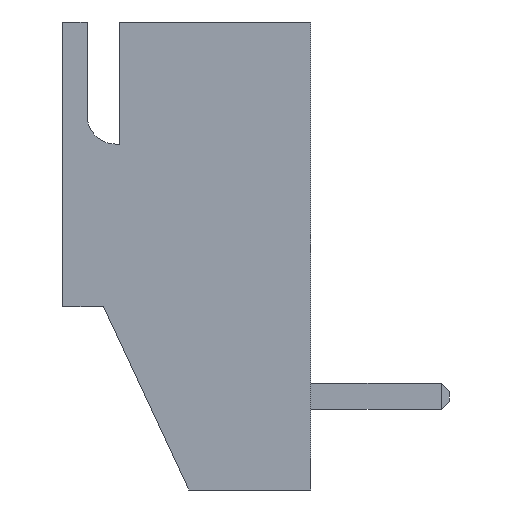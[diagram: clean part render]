
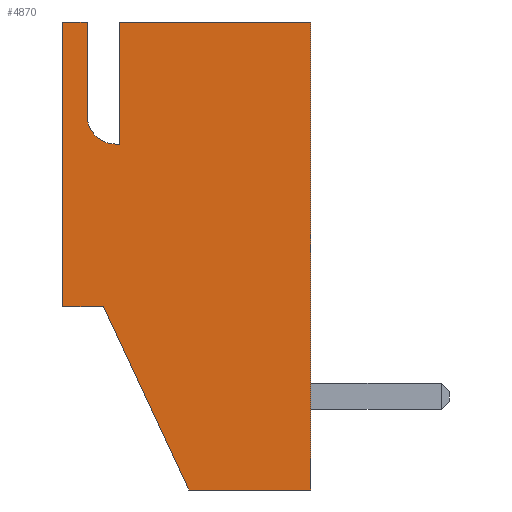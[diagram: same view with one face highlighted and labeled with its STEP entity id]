
A CAD part, left-side view. The second image highlights one B-rep face of the part: STEP entity #4870.
In plain terms, the highlighted planar face has unit normal (-1, 0, 0).
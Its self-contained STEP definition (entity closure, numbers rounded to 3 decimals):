
#62=CIRCLE('',#5171,0.7);
#156=FACE_OUTER_BOUND('',#436,.T.);
#436=EDGE_LOOP('',(#3377,#3378,#3379,#3380,#3381,#3382,#3383,#3384,#3385,
#3386,#3387));
#764=LINE('',#6914,#1422);
#768=LINE('',#6922,#1426);
#770=LINE('',#6927,#1428);
#778=LINE('',#6944,#1436);
#795=LINE('',#6981,#1453);
#828=LINE('',#7052,#1486);
#832=LINE('',#7062,#1490);
#833=LINE('',#7064,#1491);
#834=LINE('',#7066,#1492);
#835=LINE('',#7067,#1493);
#1422=VECTOR('',#5549,10.);
#1426=VECTOR('',#5557,10.);
#1428=VECTOR('',#5561,10.);
#1436=VECTOR('',#5573,10.);
#1453=VECTOR('',#5612,10.);
#1486=VECTOR('',#5667,10.);
#1490=VECTOR('',#5679,10.);
#1491=VECTOR('',#5682,10.);
#1492=VECTOR('',#5683,10.);
#1493=VECTOR('',#5684,10.);
#2079=VERTEX_POINT('',#6911);
#2080=VERTEX_POINT('',#6913);
#2082=VERTEX_POINT('',#6921);
#2083=VERTEX_POINT('',#6925);
#2084=VERTEX_POINT('',#6926);
#2091=VERTEX_POINT('',#6943);
#2100=VERTEX_POINT('',#6980);
#2126=VERTEX_POINT('',#7049);
#2127=VERTEX_POINT('',#7051);
#2129=VERTEX_POINT('',#7057);
#2130=VERTEX_POINT('',#7065);
#2532=EDGE_CURVE('',#2080,#2079,#764,.T.);
#2536=EDGE_CURVE('',#2082,#2080,#768,.T.);
#2538=EDGE_CURVE('',#2083,#2084,#770,.T.);
#2546=EDGE_CURVE('',#2084,#2091,#778,.T.);
#2565=EDGE_CURVE('',#2100,#2082,#795,.T.);
#2600=EDGE_CURVE('',#2127,#2126,#828,.T.);
#2603=EDGE_CURVE('',#2129,#2100,#62,.T.);
#2606=EDGE_CURVE('',#2126,#2129,#832,.T.);
#2607=EDGE_CURVE('',#2079,#2083,#833,.T.);
#2608=EDGE_CURVE('',#2091,#2130,#834,.T.);
#2609=EDGE_CURVE('',#2130,#2127,#835,.T.);
#3377=ORIENTED_EDGE('',*,*,#2600,.T.);
#3378=ORIENTED_EDGE('',*,*,#2606,.T.);
#3379=ORIENTED_EDGE('',*,*,#2603,.T.);
#3380=ORIENTED_EDGE('',*,*,#2565,.T.);
#3381=ORIENTED_EDGE('',*,*,#2536,.T.);
#3382=ORIENTED_EDGE('',*,*,#2532,.T.);
#3383=ORIENTED_EDGE('',*,*,#2607,.T.);
#3384=ORIENTED_EDGE('',*,*,#2538,.T.);
#3385=ORIENTED_EDGE('',*,*,#2546,.T.);
#3386=ORIENTED_EDGE('',*,*,#2608,.T.);
#3387=ORIENTED_EDGE('',*,*,#2609,.T.);
#4608=PLANE('',#5173);
#4870=ADVANCED_FACE('',(#156),#4608,.T.);
#5171=AXIS2_PLACEMENT_3D('',#7058,#5673,#5674);
#5173=AXIS2_PLACEMENT_3D('',#7063,#5680,#5681);
#5549=DIRECTION('',(0.,0.,-1.));
#5557=DIRECTION('',(0.,1.,0.));
#5561=DIRECTION('',(0.,-0.423,-0.906));
#5573=DIRECTION('',(0.,-1.,0.));
#5612=DIRECTION('',(0.,0.,1.));
#5667=DIRECTION('',(0.,0.,-1.));
#5673=DIRECTION('center_axis',(1.,0.,0.));
#5674=DIRECTION('ref_axis',(0.,0.,-1.));
#5679=DIRECTION('',(0.,1.,0.));
#5680=DIRECTION('center_axis',(-1.,0.,0.));
#5681=DIRECTION('ref_axis',(0.,0.,1.));
#5682=DIRECTION('',(0.,-1.,0.));
#5683=DIRECTION('',(0.,0.,1.));
#5684=DIRECTION('',(0.,1.,0.));
#6911=CARTESIAN_POINT('',(-12.45,6.1,-7.));
#6913=CARTESIAN_POINT('',(-12.45,6.1,0.));
#6914=CARTESIAN_POINT('',(-12.45,6.1,0.));
#6921=CARTESIAN_POINT('',(-12.45,5.5,0.));
#6922=CARTESIAN_POINT('',(-12.45,0.,0.));
#6925=CARTESIAN_POINT('',(-12.45,5.1,-7.));
#6926=CARTESIAN_POINT('',(-12.45,3.,-11.5));
#6927=CARTESIAN_POINT('',(-12.45,5.1,-7.));
#6943=CARTESIAN_POINT('',(-12.45,0.,-11.5));
#6944=CARTESIAN_POINT('',(-12.45,3.,-11.5));
#6980=CARTESIAN_POINT('',(-12.45,5.5,-2.3));
#6981=CARTESIAN_POINT('',(-12.45,5.5,-5.25));
#7049=CARTESIAN_POINT('',(-12.45,4.7,-3.));
#7051=CARTESIAN_POINT('',(-12.45,4.7,0.));
#7052=CARTESIAN_POINT('',(-12.45,4.7,-3.25));
#7057=CARTESIAN_POINT('',(-12.45,4.8,-3.));
#7058=CARTESIAN_POINT('Origin',(-12.45,4.8,-2.3));
#7062=CARTESIAN_POINT('',(-12.45,3.925,-3.));
#7063=CARTESIAN_POINT('Origin',(-12.45,3.05,-3.5));
#7064=CARTESIAN_POINT('',(-12.45,6.1,-7.));
#7065=CARTESIAN_POINT('',(-12.45,0.,0.));
#7066=CARTESIAN_POINT('',(-12.45,0.,-11.5));
#7067=CARTESIAN_POINT('',(-12.45,0.,0.));
